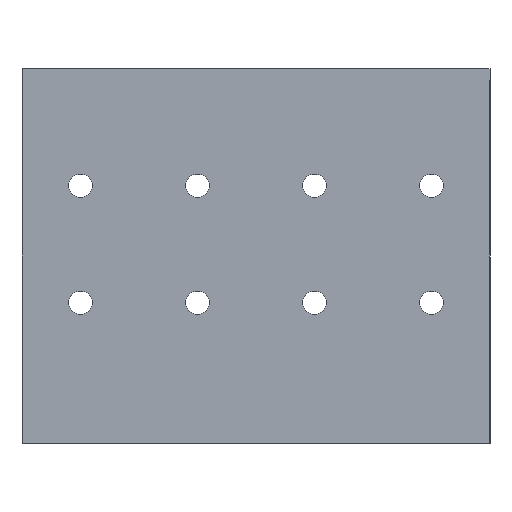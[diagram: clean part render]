
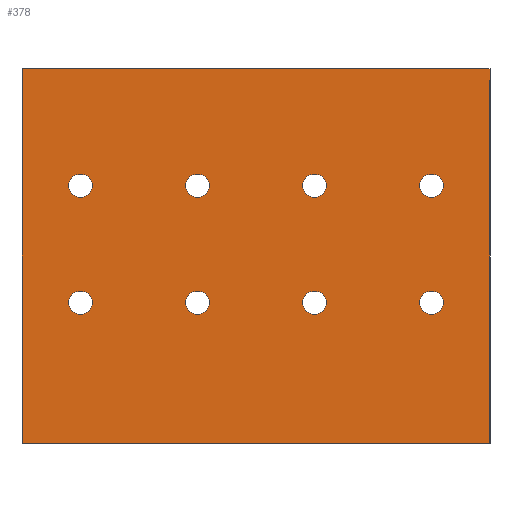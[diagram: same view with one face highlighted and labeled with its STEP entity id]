
A CAD part, front view. The second image highlights one B-rep face of the part: STEP entity #378.
In plain terms, the highlighted planar face has unit normal (0, -1, 0).
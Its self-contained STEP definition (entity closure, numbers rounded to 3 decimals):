
#19=FACE_BOUND('',#81,.T.);
#20=FACE_BOUND('',#82,.T.);
#21=FACE_BOUND('',#83,.T.);
#22=FACE_BOUND('',#84,.T.);
#23=FACE_BOUND('',#85,.T.);
#24=FACE_BOUND('',#86,.T.);
#25=FACE_BOUND('',#87,.T.);
#26=FACE_BOUND('',#88,.T.);
#40=PLANE('',#422);
#54=FACE_OUTER_BOUND('',#80,.T.);
#80=EDGE_LOOP('',(#289,#290,#291,#292));
#81=EDGE_LOOP('',(#293));
#82=EDGE_LOOP('',(#294));
#83=EDGE_LOOP('',(#295));
#84=EDGE_LOOP('',(#296));
#85=EDGE_LOOP('',(#297));
#86=EDGE_LOOP('',(#298));
#87=EDGE_LOOP('',(#299));
#88=EDGE_LOOP('',(#300));
#113=LINE('',#601,#137);
#117=LINE('',#609,#141);
#118=LINE('',#611,#142);
#119=LINE('',#612,#143);
#137=VECTOR('',#491,10.);
#141=VECTOR('',#497,10.);
#142=VECTOR('',#498,10.);
#143=VECTOR('',#499,10.);
#165=CIRCLE('',#423,2.5);
#166=CIRCLE('',#424,2.5);
#167=CIRCLE('',#425,2.5);
#168=CIRCLE('',#426,2.5);
#169=CIRCLE('',#427,2.5);
#170=CIRCLE('',#428,2.5);
#171=CIRCLE('',#429,2.5);
#172=CIRCLE('',#430,2.5);
#189=VERTEX_POINT('',#599);
#190=VERTEX_POINT('',#600);
#193=VERTEX_POINT('',#608);
#194=VERTEX_POINT('',#610);
#195=VERTEX_POINT('',#613);
#196=VERTEX_POINT('',#615);
#197=VERTEX_POINT('',#617);
#198=VERTEX_POINT('',#619);
#199=VERTEX_POINT('',#621);
#200=VERTEX_POINT('',#623);
#201=VERTEX_POINT('',#625);
#202=VERTEX_POINT('',#627);
#225=EDGE_CURVE('',#189,#190,#113,.T.);
#229=EDGE_CURVE('',#190,#193,#117,.T.);
#230=EDGE_CURVE('',#194,#193,#118,.T.);
#231=EDGE_CURVE('',#189,#194,#119,.T.);
#232=EDGE_CURVE('',#195,#195,#165,.T.);
#233=EDGE_CURVE('',#196,#196,#166,.T.);
#234=EDGE_CURVE('',#197,#197,#167,.T.);
#235=EDGE_CURVE('',#198,#198,#168,.T.);
#236=EDGE_CURVE('',#199,#199,#169,.T.);
#237=EDGE_CURVE('',#200,#200,#170,.T.);
#238=EDGE_CURVE('',#201,#201,#171,.T.);
#239=EDGE_CURVE('',#202,#202,#172,.T.);
#289=ORIENTED_EDGE('',*,*,#225,.T.);
#290=ORIENTED_EDGE('',*,*,#229,.T.);
#291=ORIENTED_EDGE('',*,*,#230,.F.);
#292=ORIENTED_EDGE('',*,*,#231,.F.);
#293=ORIENTED_EDGE('',*,*,#232,.T.);
#294=ORIENTED_EDGE('',*,*,#233,.T.);
#295=ORIENTED_EDGE('',*,*,#234,.T.);
#296=ORIENTED_EDGE('',*,*,#235,.T.);
#297=ORIENTED_EDGE('',*,*,#236,.T.);
#298=ORIENTED_EDGE('',*,*,#237,.T.);
#299=ORIENTED_EDGE('',*,*,#238,.T.);
#300=ORIENTED_EDGE('',*,*,#239,.T.);
#378=ADVANCED_FACE('',(#54,#19,#20,#21,#22,#23,#24,#25,#26),#40,.T.);
#422=AXIS2_PLACEMENT_3D('',#607,#495,#496);
#423=AXIS2_PLACEMENT_3D('',#614,#500,#501);
#424=AXIS2_PLACEMENT_3D('',#616,#502,#503);
#425=AXIS2_PLACEMENT_3D('',#618,#504,#505);
#426=AXIS2_PLACEMENT_3D('',#620,#506,#507);
#427=AXIS2_PLACEMENT_3D('',#622,#508,#509);
#428=AXIS2_PLACEMENT_3D('',#624,#510,#511);
#429=AXIS2_PLACEMENT_3D('',#626,#512,#513);
#430=AXIS2_PLACEMENT_3D('',#628,#514,#515);
#491=DIRECTION('',(1.,0.,0.));
#495=DIRECTION('center_axis',(0.,-1.,0.));
#496=DIRECTION('ref_axis',(1.,0.,0.));
#497=DIRECTION('',(0.,0.,1.));
#498=DIRECTION('',(1.,0.,0.));
#499=DIRECTION('',(0.,0.,1.));
#500=DIRECTION('center_axis',(0.,1.,0.));
#501=DIRECTION('ref_axis',(0.,0.,-1.));
#502=DIRECTION('center_axis',(0.,1.,0.));
#503=DIRECTION('ref_axis',(0.,0.,-1.));
#504=DIRECTION('center_axis',(0.,1.,0.));
#505=DIRECTION('ref_axis',(0.,0.,-1.));
#506=DIRECTION('center_axis',(0.,1.,0.));
#507=DIRECTION('ref_axis',(0.,0.,-1.));
#508=DIRECTION('center_axis',(0.,1.,0.));
#509=DIRECTION('ref_axis',(0.,0.,-1.));
#510=DIRECTION('center_axis',(0.,1.,0.));
#511=DIRECTION('ref_axis',(0.,0.,-1.));
#512=DIRECTION('center_axis',(0.,1.,0.));
#513=DIRECTION('ref_axis',(0.,0.,-1.));
#514=DIRECTION('center_axis',(0.,1.,0.));
#515=DIRECTION('ref_axis',(0.,0.,-1.));
#599=CARTESIAN_POINT('',(-63.,-180.7,253.345));
#600=CARTESIAN_POINT('',(37.,-180.7,253.345));
#601=CARTESIAN_POINT('',(-42.763,-180.7,253.345));
#607=CARTESIAN_POINT('Origin',(-72.525,-180.7,243.345));
#608=CARTESIAN_POINT('',(37.,-180.7,333.345));
#609=CARTESIAN_POINT('',(37.,-180.7,253.345));
#610=CARTESIAN_POINT('',(-63.,-180.7,333.345));
#611=CARTESIAN_POINT('',(-42.762,-180.7,333.345));
#612=CARTESIAN_POINT('',(-63.,-180.7,253.345));
#613=CARTESIAN_POINT('',(-25.5,-180.7,310.845));
#614=CARTESIAN_POINT('Origin',(-25.5,-180.7,308.345));
#615=CARTESIAN_POINT('',(-50.5,-180.7,310.845));
#616=CARTESIAN_POINT('Origin',(-50.5,-180.7,308.345));
#617=CARTESIAN_POINT('',(-0.5,-180.7,310.845));
#618=CARTESIAN_POINT('Origin',(-0.5,-180.7,308.345));
#619=CARTESIAN_POINT('',(24.5,-180.7,310.845));
#620=CARTESIAN_POINT('Origin',(24.5,-180.7,308.345));
#621=CARTESIAN_POINT('',(24.5,-180.7,285.845));
#622=CARTESIAN_POINT('Origin',(24.5,-180.7,283.345));
#623=CARTESIAN_POINT('',(-0.5,-180.7,285.845));
#624=CARTESIAN_POINT('Origin',(-0.5,-180.7,283.345));
#625=CARTESIAN_POINT('',(-25.5,-180.7,285.845));
#626=CARTESIAN_POINT('Origin',(-25.5,-180.7,283.345));
#627=CARTESIAN_POINT('',(-50.5,-180.7,285.845));
#628=CARTESIAN_POINT('Origin',(-50.5,-180.7,283.345));
